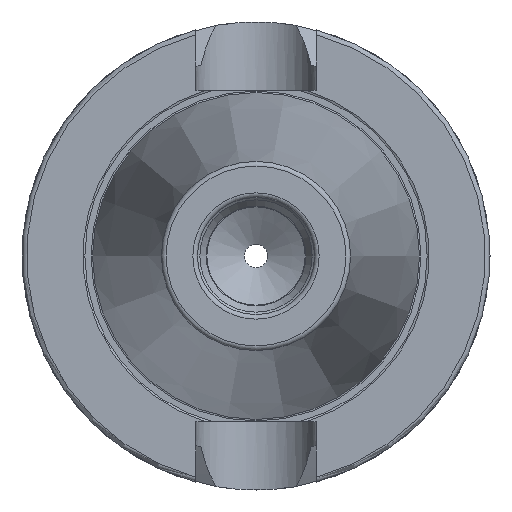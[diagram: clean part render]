
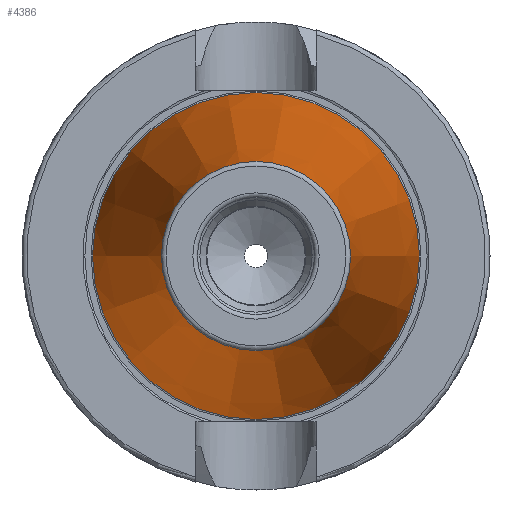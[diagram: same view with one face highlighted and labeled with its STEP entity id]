
A CAD part, left-side view. The second image highlights one B-rep face of the part: STEP entity #4386.
In plain terms, the highlighted conical face has half-angle 8.297 degrees and reference radius 27.564 mm.
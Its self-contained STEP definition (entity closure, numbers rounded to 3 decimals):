
#3730=CARTESIAN_POINT('',(0.0,34.925,0.0));
#3731=VERTEX_POINT('',#3730);
#3732=CARTESIAN_POINT('',(0.0,0.0,0.0));
#3733=DIRECTION('',(1.0,0.0,0.0));
#3734=DIRECTION('',(0.0,1.0,0.0));
#3735=AXIS2_PLACEMENT_3D('',#3732,#3733,#3734);
#3736=CIRCLE('',#3735,34.925);
#3737=EDGE_CURVE('',#3731,#3731,#3736,.T.);
#4360=CARTESIAN_POINT('',(-100.944,20.204,0.0));
#4361=VERTEX_POINT('',#4360);
#4362=CARTESIAN_POINT('',(-100.944,0.0,0.0));
#4363=DIRECTION('',(1.0,0.0,0.0));
#4364=DIRECTION('',(0.0,1.0,0.0));
#4365=AXIS2_PLACEMENT_3D('',#4362,#4363,#4364);
#4366=CIRCLE('',#4365,20.204);
#4367=EDGE_CURVE('',#4361,#4361,#4366,.T.);
#4375=CARTESIAN_POINT('',(-50.472,0.0,0.0));
#4376=DIRECTION('',(1.0,0.0,0.0));
#4377=DIRECTION('',(0.0,1.0,0.0));
#4378=AXIS2_PLACEMENT_3D('',#4375,#4376,#4377);
#4379=CONICAL_SURFACE('',#4378,27.564,8.297);
#4380=ORIENTED_EDGE('',*,*,#3737,.F.);
#4381=EDGE_LOOP('',(#4380));
#4382=FACE_OUTER_BOUND('',#4381,.T.);
#4383=ORIENTED_EDGE('',*,*,#4367,.T.);
#4384=EDGE_LOOP('',(#4383));
#4385=FACE_BOUND('',#4384,.T.);
#4386=ADVANCED_FACE('',(#4382,#4385),#4379,.T.);
